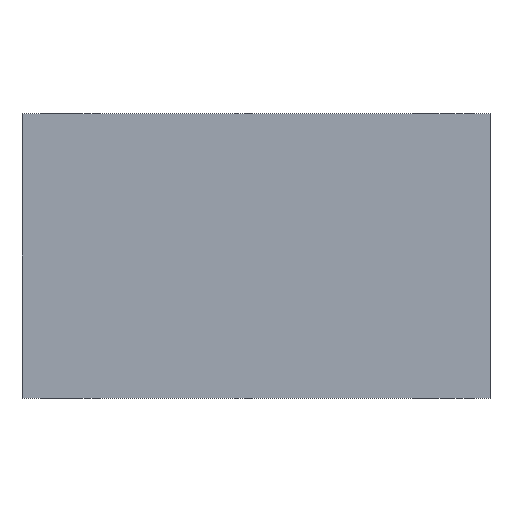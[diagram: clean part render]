
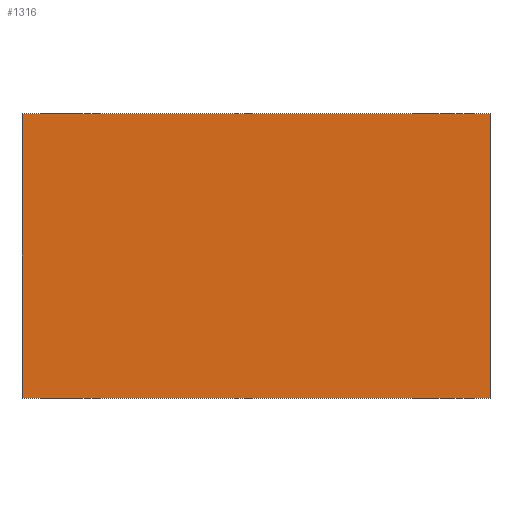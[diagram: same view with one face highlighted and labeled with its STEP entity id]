
A CAD part, front view. The second image highlights one B-rep face of the part: STEP entity #1316.
In plain terms, the highlighted planar face has unit normal (0, -1, 0).
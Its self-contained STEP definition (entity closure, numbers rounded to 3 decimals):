
#82=LINE('',#2044,#184);
#105=LINE('',#2118,#207);
#108=LINE('',#2128,#210);
#109=LINE('',#2132,#211);
#184=VECTOR('',#1601,1000.);
#207=VECTOR('',#1658,1000.);
#210=VECTOR('',#1667,1000.);
#211=VECTOR('',#1672,1000.);
#340=ORIENTED_EDGE('',*,*,#705,.T.);
#341=ORIENTED_EDGE('',*,*,#707,.F.);
#342=ORIENTED_EDGE('',*,*,#700,.F.);
#343=ORIENTED_EDGE('',*,*,#664,.T.);
#664=EDGE_CURVE('',#850,#849,#82,.T.);
#700=EDGE_CURVE('',#850,#882,#105,.T.);
#705=EDGE_CURVE('',#849,#887,#108,.T.);
#707=EDGE_CURVE('',#882,#887,#109,.T.);
#849=VERTEX_POINT('',#2043);
#850=VERTEX_POINT('',#2045);
#882=VERTEX_POINT('',#2115);
#887=VERTEX_POINT('',#2127);
#1054=EDGE_LOOP('',(#340,#341,#342,#343));
#1170=FACE_BOUND('',#1054,.T.);
#1278=PLANE('',#1438);
#1316=ADVANCED_FACE('',(#1170),#1278,.F.);
#1438=AXIS2_PLACEMENT_3D('',#2131,#1670,#1671);
#1601=DIRECTION('',(0.,0.,-1.));
#1658=DIRECTION('',(1.,0.,0.));
#1667=DIRECTION('',(1.,0.,0.));
#1670=DIRECTION('',(0.,1.,0.));
#1671=DIRECTION('',(0.,0.,1.));
#1672=DIRECTION('',(0.,0.,-1.));
#2043=CARTESIAN_POINT('',(-25.,0.,-15.2));
#2044=CARTESIAN_POINT('',(-25.,0.,15.2));
#2045=CARTESIAN_POINT('',(-25.,0.,15.2));
#2115=CARTESIAN_POINT('',(25.,0.,15.2));
#2118=CARTESIAN_POINT('',(-25.,0.,15.2));
#2127=CARTESIAN_POINT('',(25.,0.,-15.2));
#2128=CARTESIAN_POINT('',(-25.,0.,-15.2));
#2131=CARTESIAN_POINT('',(-25.,0.,15.2));
#2132=CARTESIAN_POINT('',(25.,0.,15.2));
